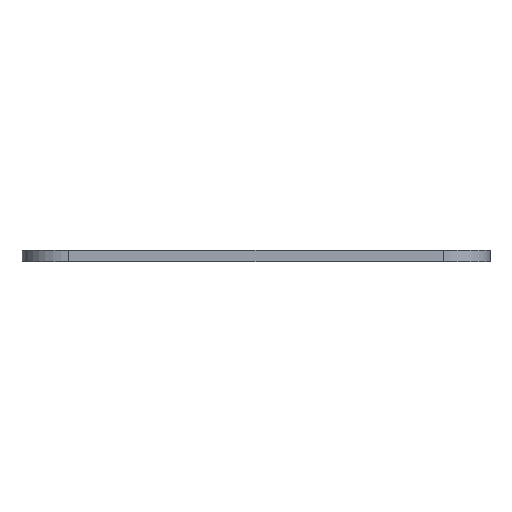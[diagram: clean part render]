
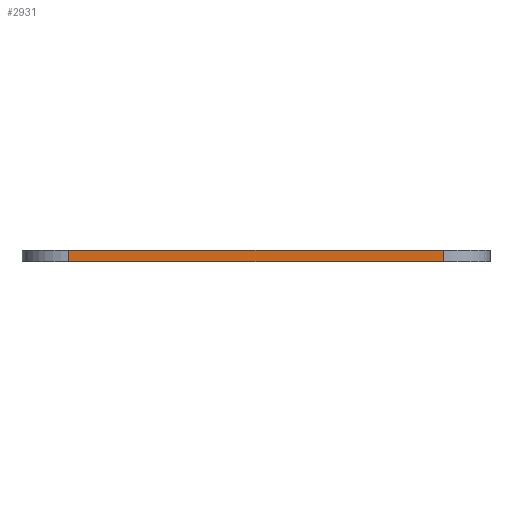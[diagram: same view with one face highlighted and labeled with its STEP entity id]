
A CAD part, front view. The second image highlights one B-rep face of the part: STEP entity #2931.
In plain terms, the highlighted planar face has unit normal (0, -1, 0).
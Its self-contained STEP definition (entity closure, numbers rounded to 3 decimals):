
#398=FACE_OUTER_BOUND('',#546,.T.);
#546=EDGE_LOOP('',(#2396,#2397,#2398,#2399));
#834=LINE('',#4947,#1114);
#835=LINE('',#4951,#1115);
#836=LINE('',#4953,#1116);
#837=LINE('',#4954,#1117);
#1114=VECTOR('',#4070,10.);
#1115=VECTOR('',#4075,10.);
#1116=VECTOR('',#4076,10.);
#1117=VECTOR('',#4077,10.);
#1404=VERTEX_POINT('',#4944);
#1405=VERTEX_POINT('',#4946);
#1406=VERTEX_POINT('',#4950);
#1407=VERTEX_POINT('',#4952);
#1827=EDGE_CURVE('',#1405,#1404,#834,.T.);
#1829=EDGE_CURVE('',#1404,#1406,#835,.T.);
#1830=EDGE_CURVE('',#1407,#1406,#836,.T.);
#1831=EDGE_CURVE('',#1407,#1405,#837,.T.);
#2396=ORIENTED_EDGE('',*,*,#1829,.T.);
#2397=ORIENTED_EDGE('',*,*,#1830,.F.);
#2398=ORIENTED_EDGE('',*,*,#1831,.T.);
#2399=ORIENTED_EDGE('',*,*,#1827,.T.);
#2789=PLANE('',#3230);
#2931=ADVANCED_FACE('',(#398),#2789,.T.);
#3230=AXIS2_PLACEMENT_3D('',#4949,#4073,#4074);
#4070=DIRECTION('',(0.,0.,1.));
#4073=DIRECTION('center_axis',(0.,-1.,0.));
#4074=DIRECTION('ref_axis',(0.,0.,-1.));
#4075=DIRECTION('',(-1.,0.,0.));
#4076=DIRECTION('',(0.,0.,1.));
#4077=DIRECTION('',(1.,0.,0.));
#4944=CARTESIAN_POINT('',(16.,-20.,1.));
#4946=CARTESIAN_POINT('',(16.,-20.,0.));
#4947=CARTESIAN_POINT('',(16.,-20.,0.));
#4949=CARTESIAN_POINT('Origin',(16.,-20.,0.));
#4950=CARTESIAN_POINT('',(-16.,-20.,1.));
#4951=CARTESIAN_POINT('',(-16.,-20.,1.));
#4952=CARTESIAN_POINT('',(-16.,-20.,0.));
#4953=CARTESIAN_POINT('',(-16.,-20.,0.));
#4954=CARTESIAN_POINT('',(-16.,-20.,0.));
